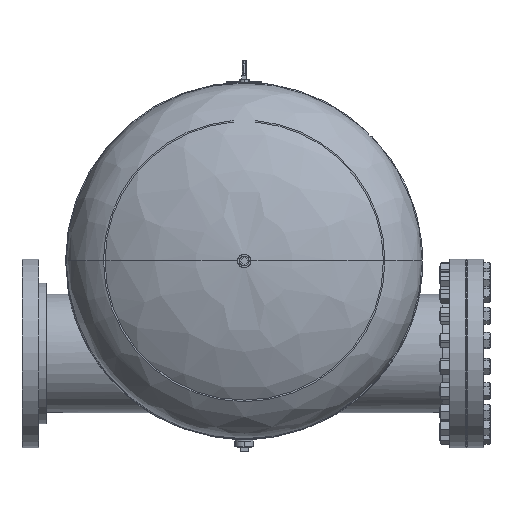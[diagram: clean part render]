
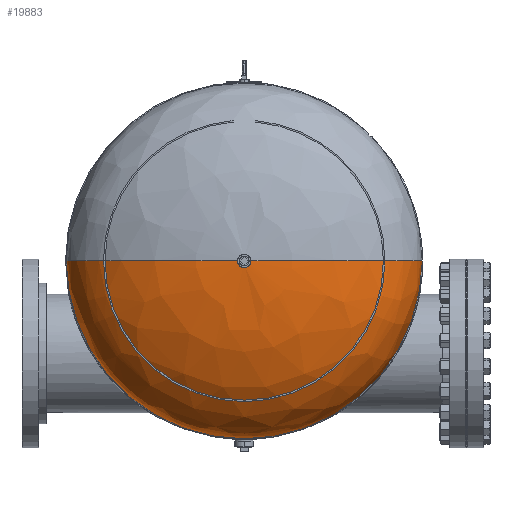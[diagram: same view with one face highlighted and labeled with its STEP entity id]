
A CAD part, front view. The second image highlights one B-rep face of the part: STEP entity #19883.
In plain terms, the highlighted free-form (B-spline) face has degree [3, 3] with [4, 4] control points.
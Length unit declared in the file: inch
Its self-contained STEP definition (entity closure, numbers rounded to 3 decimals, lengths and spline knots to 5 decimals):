
#363 = CARTESIAN_POINT ( 'NONE',  ( 0.90625, 14.24126, -1.8125 ) ) ;
#490 = CARTESIAN_POINT ( 'NONE',  ( -14.53793, 13.97835, 0. ) ) ;
#620 = CARTESIAN_POINT ( 'NONE',  ( -24., 8.9628, 0. ) ) ;
#1047 = CARTESIAN_POINT ( 'NONE',  ( 14.53793, 13.97835, 0. ) ) ;
#1107 =( BOUNDED_CURVE ( )  B_SPLINE_CURVE ( 3, ( #15653, #13142, #23581, #13538 ),
 .UNSPECIFIED., .F., .F. ) 
 B_SPLINE_CURVE_WITH_KNOTS ( ( 4, 4 ),
 ( 4.75016, 6.28319 ),
 .UNSPECIFIED. ) 
 CURVE ( )  GEOMETRIC_REPRESENTATION_ITEM ( )  RATIONAL_B_SPLINE_CURVE ( ( 1., 0.814, 0.814, 1. ) ) 
 REPRESENTATION_ITEM ( '' )  );
#1527 = DIRECTION ( 'NONE',  ( 0., 0., -1. ) ) ;
#1539 = DIRECTION ( 'NONE',  ( 0., -1., 0. ) ) ;
#1983 = CARTESIAN_POINT ( 'NONE',  ( -0.90625, 14.24126, 0. ) ) ;
#2194 = CARTESIAN_POINT ( 'NONE',  ( 0.90625, 14.24126, 0. ) ) ;
#2921 = EDGE_CURVE ( 'NONE', #13696, #24480, #15922, .T. ) ;
#3883 = VERTEX_POINT ( 'NONE', #2194 ) ;
#4441 = CARTESIAN_POINT ( 'NONE',  ( -14.53793, 13.97835, -29.07587 ) ) ;
#4444 = DIRECTION ( 'NONE',  ( 0., -1., 0. ) ) ;
#4895 = VERTEX_POINT ( 'NONE', #1983 ) ;
#5175 = CARTESIAN_POINT ( 'NONE',  ( 0., 14.24126, 0. ) ) ;
#5353 = AXIS2_PLACEMENT_3D ( 'NONE', #9451, #7848, #1527 ) ;
#5479 = EDGE_CURVE ( 'NONE', #3883, #24480, #5485, .T. ) ;
#5485 =( BOUNDED_CURVE ( )  B_SPLINE_CURVE ( 3, ( #11221, #1047, #19287, #15063 ),
 .UNSPECIFIED., .F., .F. ) 
 B_SPLINE_CURVE_WITH_KNOTS ( ( 4, 4 ),
 ( 4.75016, 6.28319 ),
 .UNSPECIFIED. ) 
 CURVE ( )  GEOMETRIC_REPRESENTATION_ITEM ( )  RATIONAL_B_SPLINE_CURVE ( ( 1., 0.814, 0.814, 1. ) ) 
 REPRESENTATION_ITEM ( '' )  );
#5996 = DIRECTION ( 'NONE',  ( 0., 0., -1. ) ) ;
#6100 = ORIENTED_EDGE ( 'NONE', *, *, #25842, .T. ) ;
#6415 = CARTESIAN_POINT ( 'NONE',  ( -24., 8.9628, -48. ) ) ;
#6905 = DIRECTION ( 'NONE',  ( 0., -1., 0. ) ) ;
#7749 = CARTESIAN_POINT ( 'NONE',  ( 0., 2., -24. ) ) ;
#7848 = DIRECTION ( 'NONE',  ( 0., -1., 0. ) ) ;
#8407 = CARTESIAN_POINT ( 'NONE',  ( 0.90625, 14.24126, 0. ) ) ;
#8544 = CARTESIAN_POINT ( 'NONE',  ( 24., 2., 0. ) ) ;
#8647 = ORIENTED_EDGE ( 'NONE', *, *, #5479, .T. ) ;
#9451 = CARTESIAN_POINT ( 'NONE',  ( 0., 2., 0. ) ) ;
#10406 = FACE_OUTER_BOUND ( 'NONE', #15360, .T. ) ;
#10914 = CARTESIAN_POINT ( 'NONE',  ( -0.90625, 14.24126, 0. ) ) ;
#11221 = CARTESIAN_POINT ( 'NONE',  ( 0.90625, 14.24126, 0. ) ) ;
#11572 = CARTESIAN_POINT ( 'NONE',  ( 0., 2., 0. ) ) ;
#11813 = ORIENTED_EDGE ( 'NONE', *, *, #24100, .F. ) ;
#12101 = ORIENTED_EDGE ( 'NONE', *, *, #21807, .F. ) ;
#12487 = AXIS2_PLACEMENT_3D ( 'NONE', #11572, #1539, #5996 ) ;
#12513 = CARTESIAN_POINT ( 'NONE',  ( -24., 2., 0. ) ) ;
#12515 = DIRECTION ( 'NONE',  ( 0., 0., -1. ) ) ;
#13142 = CARTESIAN_POINT ( 'NONE',  ( -14.53793, 13.97835, 0. ) ) ;
#13538 = CARTESIAN_POINT ( 'NONE',  ( -24., 2., 0. ) ) ;
#13696 = VERTEX_POINT ( 'NONE', #7749 ) ;
#13992 = CIRCLE ( 'NONE', #21206, 0.90625 ) ;
#14507 = CARTESIAN_POINT ( 'NONE',  ( 24., 8.9628, -48. ) ) ;
#14724 = EDGE_CURVE ( 'NONE', #4895, #22931, #20756, .T. ) ;
#14769 = CARTESIAN_POINT ( 'NONE',  ( 0., 14.24126, 0. ) ) ;
#15063 = CARTESIAN_POINT ( 'NONE',  ( 24., 2., 0. ) ) ;
#15360 = EDGE_LOOP ( 'NONE', ( #11813, #25597, #6100, #8647, #17217, #12101 ) ) ;
#15653 = CARTESIAN_POINT ( 'NONE',  ( -0.90625, 14.24126, 0. ) ) ;
#15922 = CIRCLE ( 'NONE', #5353, 24. ) ;
#16481 = CARTESIAN_POINT ( 'NONE',  ( 14.53793, 13.97835, -29.07587 ) ) ;
#17217 = ORIENTED_EDGE ( 'NONE', *, *, #2921, .F. ) ;
#17408 = CARTESIAN_POINT ( 'NONE',  ( 24., 2., 0. ) ) ;
#18456 = VERTEX_POINT ( 'NONE', #25544 ) ;
#18596 = CARTESIAN_POINT ( 'NONE',  ( 24., 2., -48. ) ) ;
#19287 = CARTESIAN_POINT ( 'NONE',  ( 24., 8.9628, 0. ) ) ;
#19662 = CIRCLE ( 'NONE', #12487, 24. ) ;
#19883 = ADVANCED_FACE ( 'NONE', ( #10406 ), #25616, .F. ) ;
#20580 = CARTESIAN_POINT ( 'NONE',  ( -24., 2., -48. ) ) ;
#20717 = CARTESIAN_POINT ( 'NONE',  ( -0.90625, 14.24126, -1.8125 ) ) ;
#20756 = CIRCLE ( 'NONE', #21999, 0.90625 ) ;
#21206 = AXIS2_PLACEMENT_3D ( 'NONE', #5175, #6905, #24899 ) ;
#21807 = EDGE_CURVE ( 'NONE', #18456, #13696, #19662, .T. ) ;
#21999 = AXIS2_PLACEMENT_3D ( 'NONE', #14769, #4444, #12515 ) ;
#22569 = CARTESIAN_POINT ( 'NONE',  ( 24., 8.9628, 0. ) ) ;
#22645 = CARTESIAN_POINT ( 'NONE',  ( 0., 14.24126, -0.90625 ) ) ;
#22931 = VERTEX_POINT ( 'NONE', #22645 ) ;
#23581 = CARTESIAN_POINT ( 'NONE',  ( -24., 8.9628, 0. ) ) ;
#24100 = EDGE_CURVE ( 'NONE', #4895, #18456, #1107, .T. ) ;
#24480 = VERTEX_POINT ( 'NONE', #17408 ) ;
#24543 = CARTESIAN_POINT ( 'NONE',  ( 14.53793, 13.97835, 0. ) ) ;
#24899 = DIRECTION ( 'NONE',  ( 0., 0., -1. ) ) ;
#25544 = CARTESIAN_POINT ( 'NONE',  ( -24., 2., 0. ) ) ;
#25597 = ORIENTED_EDGE ( 'NONE', *, *, #14724, .T. ) ;
#25616 =( BOUNDED_SURFACE ( )  B_SPLINE_SURFACE ( 3, 3, ( 
 ( #10914, #20717, #363, #8407 ),
 ( #490, #4441, #16481, #24543 ),
 ( #620, #6415, #14507, #22569 ),
 ( #12513, #20580, #18596, #8544 ) ),
 .UNSPECIFIED., .F., .F., .F. ) 
 B_SPLINE_SURFACE_WITH_KNOTS ( ( 4, 4 ),
 ( 4, 4 ),
 ( 0., 1. ),
 ( 0., 1. ),
 .UNSPECIFIED. ) 
 GEOMETRIC_REPRESENTATION_ITEM ( )  RATIONAL_B_SPLINE_SURFACE ( (
 ( 1., 0.333, 0.333, 1.),
 ( 0.814, 0.271, 0.271, 0.814),
 ( 0.814, 0.271, 0.271, 0.814),
 ( 1., 0.333, 0.333, 1.) ) ) 
 REPRESENTATION_ITEM ( '' )  SURFACE ( )  );
#25842 = EDGE_CURVE ( 'NONE', #22931, #3883, #13992, .T. ) ;
